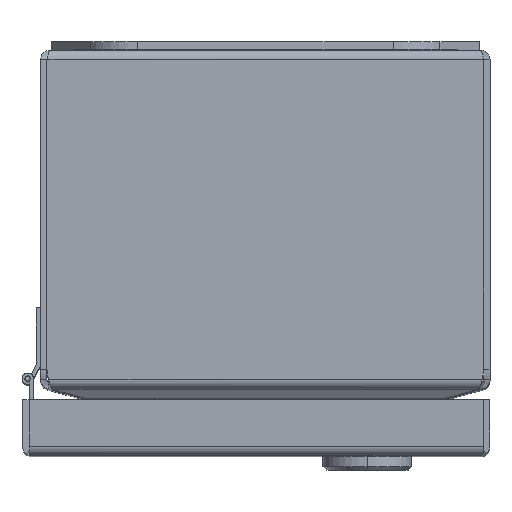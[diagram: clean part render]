
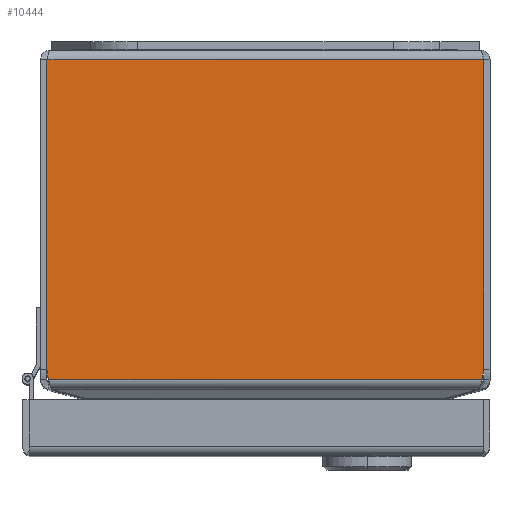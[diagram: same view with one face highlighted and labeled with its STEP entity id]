
A CAD part, top view. The second image highlights one B-rep face of the part: STEP entity #10444.
In plain terms, the highlighted planar face has unit normal (0, 0, 1).
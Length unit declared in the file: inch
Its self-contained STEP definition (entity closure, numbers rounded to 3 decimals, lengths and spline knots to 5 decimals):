
#310 = DIRECTION ( 'NONE',  ( 1., 0., 0. ) ) ;
#483 = ORIENTED_EDGE ( 'NONE', *, *, #8425, .F. ) ;
#582 = LINE ( 'NONE', #6143, #13068 ) ;
#603 = EDGE_LOOP ( 'NONE', ( #15299, #6317, #14527, #1653, #483, #1289 ) ) ;
#1289 = ORIENTED_EDGE ( 'NONE', *, *, #16519, .F. ) ;
#1600 = CARTESIAN_POINT ( 'NONE',  ( 13.527, -2.93401, 3. ) ) ;
#1653 = ORIENTED_EDGE ( 'NONE', *, *, #8289, .F. ) ;
#1930 = FACE_OUTER_BOUND ( 'NONE', #603, .T. ) ;
#2280 = CARTESIAN_POINT ( 'NONE',  ( 1.92653, -2.93401, 3. ) ) ;
#2491 = DIRECTION ( 'NONE',  ( 0., 0., -1. ) ) ;
#2508 = LINE ( 'NONE', #1600, #3185 ) ;
#2775 = CARTESIAN_POINT ( 'NONE',  ( 1.94289, -2.83953, 3. ) ) ;
#3038 = VERTEX_POINT ( 'NONE', #2775 ) ;
#3185 = VECTOR ( 'NONE', #11433, 39.37008 ) ;
#3367 = DIRECTION ( 'NONE',  ( 0., 0., -1. ) ) ;
#3728 = CARTESIAN_POINT ( 'NONE',  ( -1.94289, -0.086, 3. ) ) ;
#4668 = EDGE_CURVE ( 'NONE', #7291, #17976, #582, .T. ) ;
#4860 = EDGE_CURVE ( 'NONE', #17976, #3038, #13592, .T. ) ;
#5033 = CARTESIAN_POINT ( 'NONE',  ( 1.94289, 0., 3. ) ) ;
#5786 = CIRCLE ( 'NONE', #13924, 0.281 ) ;
#6143 = CARTESIAN_POINT ( 'NONE',  ( -1.914, -0.086, 3. ) ) ;
#6301 = VERTEX_POINT ( 'NONE', #2280 ) ;
#6306 = DIRECTION ( 'NONE',  ( 0., -1., 0. ) ) ;
#6317 = ORIENTED_EDGE ( 'NONE', *, *, #4860, .F. ) ;
#6452 = AXIS2_PLACEMENT_3D ( 'NONE', #17332, #15608, #13125 ) ;
#6705 = VERTEX_POINT ( 'NONE', #14291 ) ;
#7124 = EDGE_CURVE ( 'NONE', #3038, #6301, #8067, .T. ) ;
#7291 = VERTEX_POINT ( 'NONE', #3728 ) ;
#8030 = DIRECTION ( 'NONE',  ( 0., 1., 0. ) ) ;
#8067 = CIRCLE ( 'NONE', #13022, 0.281 ) ;
#8289 = EDGE_CURVE ( 'NONE', #6705, #7291, #12380, .T. ) ;
#8425 = EDGE_CURVE ( 'NONE', #12830, #6705, #5786, .T. ) ;
#9210 = CARTESIAN_POINT ( 'NONE',  ( -1.92653, -2.93401, 3. ) ) ;
#9618 = CARTESIAN_POINT ( 'NONE',  ( 1.94289, -0.086, 3. ) ) ;
#9649 = CARTESIAN_POINT ( 'NONE',  ( -1.94289, 0., 3. ) ) ;
#10444 = ADVANCED_FACE ( 'NONE', ( #1930 ), #15699, .F. ) ;
#11433 = DIRECTION ( 'NONE',  ( -1., 0., 0. ) ) ;
#12171 = VECTOR ( 'NONE', #18055, 39.37008 ) ;
#12380 = LINE ( 'NONE', #9649, #12171 ) ;
#12830 = VERTEX_POINT ( 'NONE', #9210 ) ;
#13022 = AXIS2_PLACEMENT_3D ( 'NONE', #16538, #2491, #8030 ) ;
#13068 = VECTOR ( 'NONE', #310, 39.37008 ) ;
#13125 = DIRECTION ( 'NONE',  ( 0., 1., 0. ) ) ;
#13592 = LINE ( 'NONE', #5033, #15139 ) ;
#13924 = AXIS2_PLACEMENT_3D ( 'NONE', #15859, #3367, #14032 ) ;
#14032 = DIRECTION ( 'NONE',  ( 0., 1., 0. ) ) ;
#14291 = CARTESIAN_POINT ( 'NONE',  ( -1.94289, -2.83953, 3. ) ) ;
#14527 = ORIENTED_EDGE ( 'NONE', *, *, #4668, .F. ) ;
#15139 = VECTOR ( 'NONE', #6306, 39.37008 ) ;
#15299 = ORIENTED_EDGE ( 'NONE', *, *, #7124, .F. ) ;
#15608 = DIRECTION ( 'NONE',  ( 0., 0., -1. ) ) ;
#15699 = PLANE ( 'NONE',  #6452 ) ;
#15859 = CARTESIAN_POINT ( 'NONE',  ( -1.66189, -2.83953, 3. ) ) ;
#16519 = EDGE_CURVE ( 'NONE', #6301, #12830, #2508, .T. ) ;
#16538 = CARTESIAN_POINT ( 'NONE',  ( 1.66189, -2.83953, 3. ) ) ;
#17332 = CARTESIAN_POINT ( 'NONE',  ( 13.527, 0., 3. ) ) ;
#17976 = VERTEX_POINT ( 'NONE', #9618 ) ;
#18055 = DIRECTION ( 'NONE',  ( 0., 1., 0. ) ) ;
